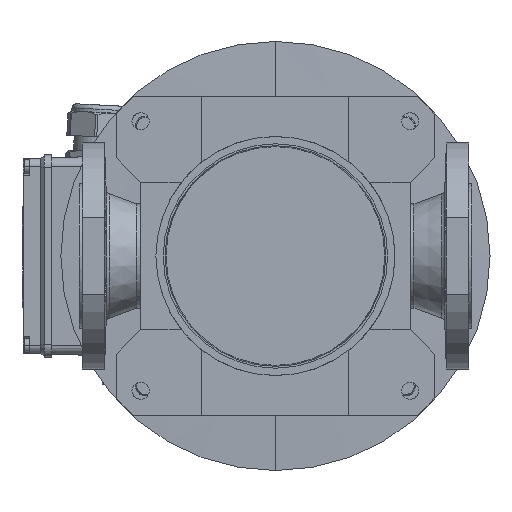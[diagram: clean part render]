
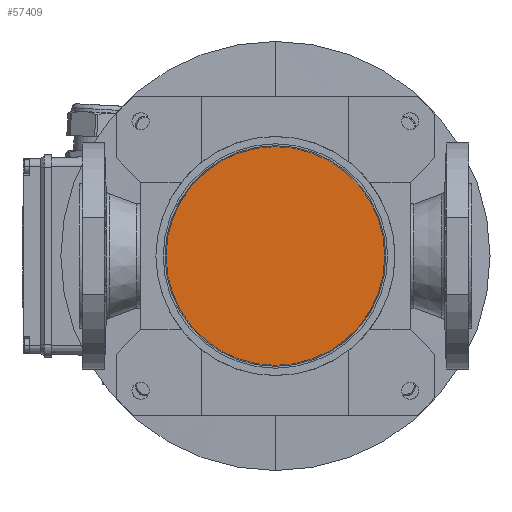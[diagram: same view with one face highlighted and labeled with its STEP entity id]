
A CAD part, front view. The second image highlights one B-rep face of the part: STEP entity #57409.
In plain terms, the highlighted planar face has unit normal (0, -1, 0).
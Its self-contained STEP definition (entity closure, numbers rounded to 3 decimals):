
#14023 = CIRCLE ( 'NONE', #98000, 89.214 ) ;
#18318 = AXIS2_PLACEMENT_3D ( 'NONE', #43484, #126297, #24565 ) ;
#21122 = DIRECTION ( 'NONE',  ( 0., 0., 1. ) ) ;
#24157 = ORIENTED_EDGE ( 'NONE', *, *, #96922, .F. ) ;
#24565 = DIRECTION ( 'NONE',  ( 0., 0., -1. ) ) ;
#29261 = DIRECTION ( 'NONE',  ( 0., 1., 0. ) ) ;
#31483 = CARTESIAN_POINT ( 'NONE',  ( 0., -46., 0. ) ) ;
#36255 = EDGE_CURVE ( 'NONE', #123161, #40431, #68698, .T. ) ;
#40431 = VERTEX_POINT ( 'NONE', #114664 ) ;
#43484 = CARTESIAN_POINT ( 'NONE',  ( 0., -46., 0. ) ) ;
#48226 = EDGE_LOOP ( 'NONE', ( #24157, #132173 ) ) ;
#51460 = CARTESIAN_POINT ( 'NONE',  ( 0., -46., 0. ) ) ;
#51702 = DIRECTION ( 'NONE',  ( 0., 1., 0. ) ) ;
#55819 = AXIS2_PLACEMENT_3D ( 'NONE', #31483, #51702, #104870 ) ;
#57409 = ADVANCED_FACE ( 'NONE', ( #114854 ), #74448, .T. ) ;
#68698 = CIRCLE ( 'NONE', #55819, 89.214 ) ;
#74448 = PLANE ( 'NONE',  #18318 ) ;
#96922 = EDGE_CURVE ( 'NONE', #40431, #123161, #14023, .T. ) ;
#98000 = AXIS2_PLACEMENT_3D ( 'NONE', #51460, #29261, #21122 ) ;
#102139 = CARTESIAN_POINT ( 'NONE',  ( 0., -46., 89.214 ) ) ;
#104870 = DIRECTION ( 'NONE',  ( 0., 0., 1. ) ) ;
#114664 = CARTESIAN_POINT ( 'NONE',  ( 0., -46., -89.214 ) ) ;
#114854 = FACE_OUTER_BOUND ( 'NONE', #48226, .T. ) ;
#123161 = VERTEX_POINT ( 'NONE', #102139 ) ;
#126297 = DIRECTION ( 'NONE',  ( 0., -1., 0. ) ) ;
#132173 = ORIENTED_EDGE ( 'NONE', *, *, #36255, .F. ) ;
